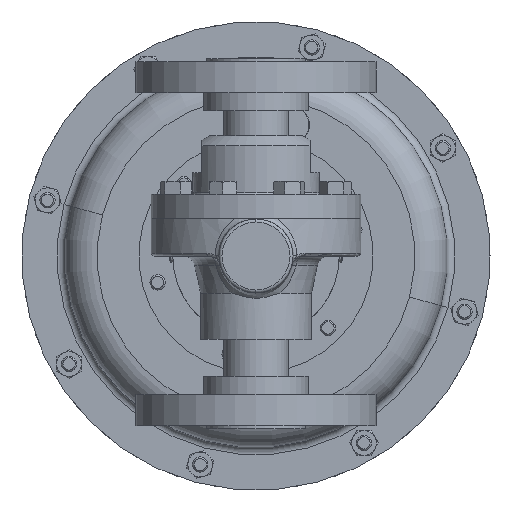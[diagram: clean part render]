
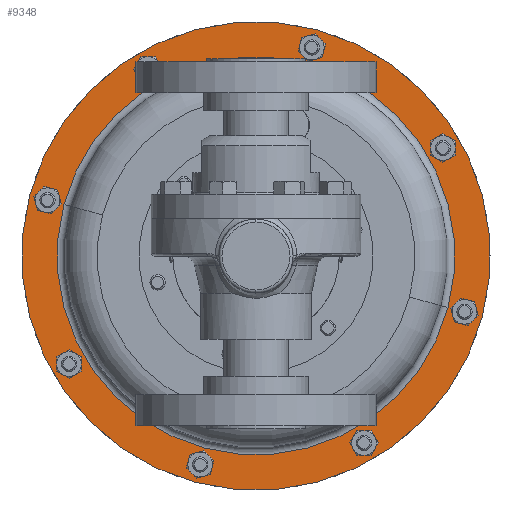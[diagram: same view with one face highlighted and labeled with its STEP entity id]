
A CAD part, front view. The second image highlights one B-rep face of the part: STEP entity #9348.
In plain terms, the highlighted planar face has unit normal (0, -1, 0).
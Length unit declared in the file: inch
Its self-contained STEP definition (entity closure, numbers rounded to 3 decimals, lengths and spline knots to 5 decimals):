
#100 = DIRECTION ( 'NONE',  ( -0.966, 0., 0.259 ) ) ;
#361 = DIRECTION ( 'NONE',  ( -0.966, 0., 0.259 ) ) ;
#426 = VERTEX_POINT ( 'NONE', #1712 ) ;
#895 = ORIENTED_EDGE ( 'NONE', *, *, #19389, .T. ) ;
#949 = DIRECTION ( 'NONE',  ( 0., 1., 0. ) ) ;
#1712 = CARTESIAN_POINT ( 'NONE',  ( 6.4519, 10.57025, 3.85313 ) ) ;
#2101 = ORIENTED_EDGE ( 'NONE', *, *, #16512, .F. ) ;
#3428 = EDGE_CURVE ( 'NONE', #426, #24296, #20749, .T. ) ;
#4061 = DIRECTION ( 'NONE',  ( 0., -1., 0. ) ) ;
#5759 = FACE_BOUND ( 'NONE', #12890, .T. ) ;
#5974 = CARTESIAN_POINT ( 'NONE',  ( -2.02797, 10.57025, 6.1253 ) ) ;
#6166 = PLANE ( 'NONE',  #17014 ) ;
#6438 = VERTEX_POINT ( 'NONE', #17276 ) ;
#6624 = DIRECTION ( 'NONE',  ( 0., 1., 0. ) ) ;
#7110 = EDGE_CURVE ( 'NONE', #9264, #6438, #9219, .T. ) ;
#8242 = CARTESIAN_POINT ( 'NONE',  ( 3.78957, 10.57025, 9.48406 ) ) ;
#9219 = CIRCLE ( 'NONE', #10432, 4.75 ) ;
#9264 = VERTEX_POINT ( 'NONE', #5974 ) ;
#9314 = FACE_OUTER_BOUND ( 'NONE', #20912, .T. ) ;
#9348 = ADVANCED_FACE ( 'NONE', ( #5759, #9314 ), #6166, .T. ) ;
#10326 = DIRECTION ( 'NONE',  ( 0.966, 0., -0.259 ) ) ;
#10432 = AXIS2_PLACEMENT_3D ( 'NONE', #13384, #949, #15469 ) ;
#12546 = DIRECTION ( 'NONE',  ( 0., 1., 0. ) ) ;
#12801 = DIRECTION ( 'NONE',  ( 0., 1., 0. ) ) ;
#12890 = EDGE_LOOP ( 'NONE', ( #895, #18174 ) ) ;
#13084 = CARTESIAN_POINT ( 'NONE',  ( -1.33153, 10.57025, 5.93869 ) ) ;
#13384 = CARTESIAN_POINT ( 'NONE',  ( 2.56018, 10.57025, 4.89591 ) ) ;
#14025 = ORIENTED_EDGE ( 'NONE', *, *, #7110, .F. ) ;
#15469 = DIRECTION ( 'NONE',  ( -0.966, 0., 0.259 ) ) ;
#16512 = EDGE_CURVE ( 'NONE', #6438, #9264, #22301, .T. ) ;
#16950 = AXIS2_PLACEMENT_3D ( 'NONE', #19079, #6624, #21143 ) ;
#17014 = AXIS2_PLACEMENT_3D ( 'NONE', #8242, #4061, #10326 ) ;
#17276 = CARTESIAN_POINT ( 'NONE',  ( 7.14833, 10.57025, 3.66652 ) ) ;
#18174 = ORIENTED_EDGE ( 'NONE', *, *, #3428, .T. ) ;
#19079 = CARTESIAN_POINT ( 'NONE',  ( 2.56018, 10.57025, 4.89591 ) ) ;
#19389 = EDGE_CURVE ( 'NONE', #24296, #426, #21774, .T. ) ;
#20279 = AXIS2_PLACEMENT_3D ( 'NONE', #25216, #12801, #361 ) ;
#20749 = CIRCLE ( 'NONE', #23200, 4.029 ) ;
#20912 = EDGE_LOOP ( 'NONE', ( #14025, #2101 ) ) ;
#21143 = DIRECTION ( 'NONE',  ( -0.966, 0., 0.259 ) ) ;
#21774 = CIRCLE ( 'NONE', #16950, 4.029 ) ;
#22301 = CIRCLE ( 'NONE', #20279, 4.75 ) ;
#23200 = AXIS2_PLACEMENT_3D ( 'NONE', #24980, #12546, #100 ) ;
#24296 = VERTEX_POINT ( 'NONE', #13084 ) ;
#24980 = CARTESIAN_POINT ( 'NONE',  ( 2.56018, 10.57025, 4.89591 ) ) ;
#25216 = CARTESIAN_POINT ( 'NONE',  ( 2.56018, 10.57025, 4.89591 ) ) ;
